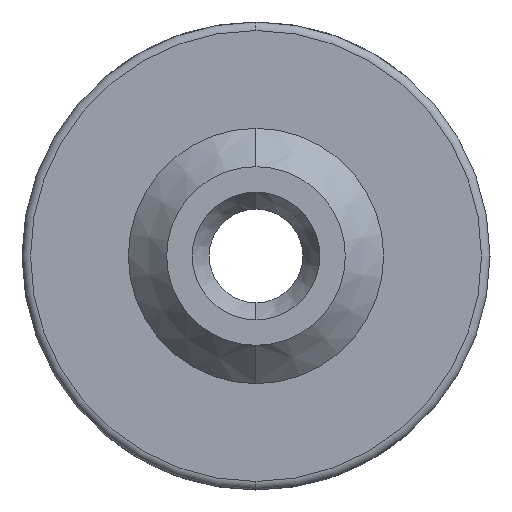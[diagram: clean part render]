
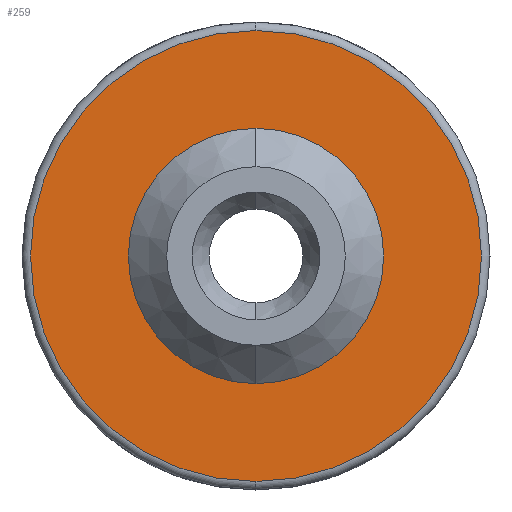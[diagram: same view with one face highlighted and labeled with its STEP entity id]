
A CAD part, left-side view. The second image highlights one B-rep face of the part: STEP entity #259.
In plain terms, the highlighted planar face has unit normal (-1, 0, 0).
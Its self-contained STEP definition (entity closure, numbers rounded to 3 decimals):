
#2 = VERTEX_POINT ( 'NONE', #225 ) ;
#43 = CIRCLE ( 'NONE', #341, 2.6 ) ;
#74 = CIRCLE ( 'NONE', #132, 2.6 ) ;
#76 = DIRECTION ( 'NONE',  ( 0., 0., 1. ) ) ;
#115 = AXIS2_PLACEMENT_3D ( 'NONE', #195, #441, #881 ) ;
#122 = ORIENTED_EDGE ( 'NONE', *, *, #1084, .F. ) ;
#132 = AXIS2_PLACEMENT_3D ( 'NONE', #1014, #753, #913 ) ;
#167 = CARTESIAN_POINT ( 'NONE',  ( -22., 0., 0. ) ) ;
#195 = CARTESIAN_POINT ( 'NONE',  ( -22., 0., -5.3 ) ) ;
#203 = ORIENTED_EDGE ( 'NONE', *, *, #631, .T. ) ;
#204 = AXIS2_PLACEMENT_3D ( 'NONE', #564, #254, #339 ) ;
#225 = CARTESIAN_POINT ( 'NONE',  ( -22., 0., 2.6 ) ) ;
#254 = DIRECTION ( 'NONE',  ( -1., 0., 0. ) ) ;
#255 = AXIS2_PLACEMENT_3D ( 'NONE', #761, #1073, #76 ) ;
#259 = ADVANCED_FACE ( 'NONE', ( #963, #451 ), #1025, .F. ) ;
#312 = CARTESIAN_POINT ( 'NONE',  ( -22., 0., -2.6 ) ) ;
#339 = DIRECTION ( 'NONE',  ( 0., 0., 1. ) ) ;
#341 = AXIS2_PLACEMENT_3D ( 'NONE', #167, #670, #485 ) ;
#412 = ORIENTED_EDGE ( 'NONE', *, *, #1008, .T. ) ;
#422 = VERTEX_POINT ( 'NONE', #312 ) ;
#441 = DIRECTION ( 'NONE',  ( 1., 0., 0. ) ) ;
#451 = FACE_OUTER_BOUND ( 'NONE', #754, .T. ) ;
#485 = DIRECTION ( 'NONE',  ( 0., 0., 1. ) ) ;
#495 = VERTEX_POINT ( 'NONE', #985 ) ;
#564 = CARTESIAN_POINT ( 'NONE',  ( -22., 0., 0. ) ) ;
#631 = EDGE_CURVE ( 'NONE', #495, #838, #885, .T. ) ;
#670 = DIRECTION ( 'NONE',  ( -1., 0., 0. ) ) ;
#696 = EDGE_CURVE ( 'NONE', #2, #422, #74, .T. ) ;
#740 = CARTESIAN_POINT ( 'NONE',  ( -22., 0., 5.3 ) ) ;
#753 = DIRECTION ( 'NONE',  ( -1., 0., 0. ) ) ;
#754 = EDGE_LOOP ( 'NONE', ( #412, #203 ) ) ;
#761 = CARTESIAN_POINT ( 'NONE',  ( -22., 0., 0. ) ) ;
#827 = ORIENTED_EDGE ( 'NONE', *, *, #696, .F. ) ;
#838 = VERTEX_POINT ( 'NONE', #740 ) ;
#881 = DIRECTION ( 'NONE',  ( 0., 0., -1. ) ) ;
#885 = CIRCLE ( 'NONE', #255, 5.3 ) ;
#913 = DIRECTION ( 'NONE',  ( 0., 0., 1. ) ) ;
#963 = FACE_BOUND ( 'NONE', #991, .T. ) ;
#985 = CARTESIAN_POINT ( 'NONE',  ( -22., 0., -5.3 ) ) ;
#991 = EDGE_LOOP ( 'NONE', ( #827, #122 ) ) ;
#1008 = EDGE_CURVE ( 'NONE', #838, #495, #1088, .T. ) ;
#1014 = CARTESIAN_POINT ( 'NONE',  ( -22., 0., 0. ) ) ;
#1025 = PLANE ( 'NONE',  #115 ) ;
#1073 = DIRECTION ( 'NONE',  ( -1., 0., 0. ) ) ;
#1084 = EDGE_CURVE ( 'NONE', #422, #2, #43, .T. ) ;
#1088 = CIRCLE ( 'NONE', #204, 5.3 ) ;
